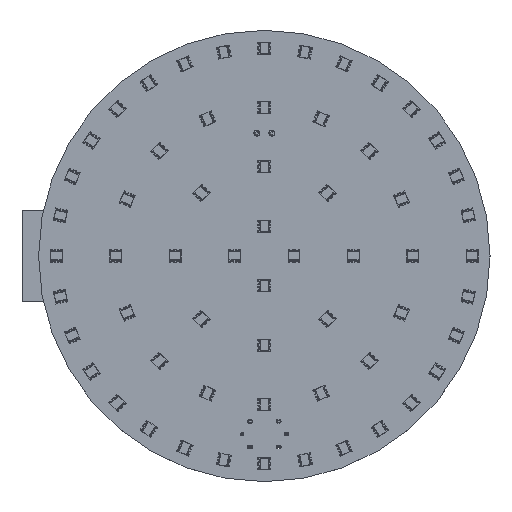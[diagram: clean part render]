
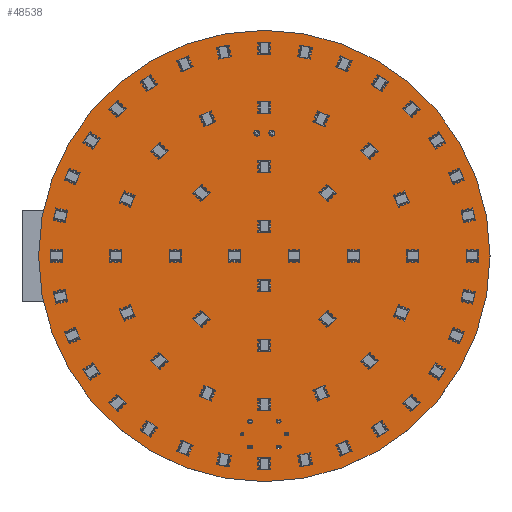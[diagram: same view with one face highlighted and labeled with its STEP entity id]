
A CAD part, top view. The second image highlights one B-rep face of the part: STEP entity #48538.
In plain terms, the highlighted planar face has unit normal (0, 0, 1).
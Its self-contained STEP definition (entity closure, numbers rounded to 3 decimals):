
#48256 = VERTEX_POINT('',#48257);
#48257 = CARTESIAN_POINT('',(38.,0.,1.6));
#48263 = EDGE_CURVE('',#48256,#48256,#48264,.T.);
#48264 = CIRCLE('',#48265,38.);
#48265 = AXIS2_PLACEMENT_3D('',#48266,#48267,#48268);
#48266 = CARTESIAN_POINT('',(0.,0.,1.6));
#48267 = DIRECTION('',(0.,0.,1.));
#48268 = DIRECTION('',(1.,0.,-0.));
#48538 = ADVANCED_FACE('',(#48539,#48542,#48553,#48589,#48625,#48661,
    #48697,#48767,#48778),#48789,.T.);
#48539 = FACE_BOUND('',#48540,.T.);
#48540 = EDGE_LOOP('',(#48541));
#48541 = ORIENTED_EDGE('',*,*,#48263,.T.);
#48542 = FACE_BOUND('',#48543,.T.);
#48543 = EDGE_LOOP('',(#48544));
#48544 = ORIENTED_EDGE('',*,*,#48545,.T.);
#48545 = EDGE_CURVE('',#48546,#48546,#48548,.T.);
#48546 = VERTEX_POINT('',#48547);
#48547 = CARTESIAN_POINT('',(-3.75,-30.26,1.6));
#48548 = CIRCLE('',#48549,0.26);
#48549 = AXIS2_PLACEMENT_3D('',#48550,#48551,#48552);
#48550 = CARTESIAN_POINT('',(-3.75,-30.,1.6));
#48551 = DIRECTION('',(-0.,0.,-1.));
#48552 = DIRECTION('',(-0.,-1.,0.));
#48553 = FACE_BOUND('',#48554,.T.);
#48554 = EDGE_LOOP('',(#48555,#48566,#48574,#48583));
#48555 = ORIENTED_EDGE('',*,*,#48556,.T.);
#48556 = EDGE_CURVE('',#48557,#48559,#48561,.T.);
#48557 = VERTEX_POINT('',#48558);
#48558 = CARTESIAN_POINT('',(-2.275,-31.85,1.6));
#48559 = VERTEX_POINT('',#48560);
#48560 = CARTESIAN_POINT('',(-2.275,-32.45,1.6));
#48561 = CIRCLE('',#48562,0.3);
#48562 = AXIS2_PLACEMENT_3D('',#48563,#48564,#48565);
#48563 = CARTESIAN_POINT('',(-2.275,-32.15,1.6));
#48564 = DIRECTION('',(-0.,0.,-1.));
#48565 = DIRECTION('',(0.,-1.,0.));
#48566 = ORIENTED_EDGE('',*,*,#48567,.T.);
#48567 = EDGE_CURVE('',#48559,#48568,#48570,.T.);
#48568 = VERTEX_POINT('',#48569);
#48569 = CARTESIAN_POINT('',(-2.525,-32.45,1.6));
#48570 = LINE('',#48571,#48572);
#48571 = CARTESIAN_POINT('',(-1.263,-32.45,1.6));
#48572 = VECTOR('',#48573,1.);
#48573 = DIRECTION('',(-1.,0.,0.));
#48574 = ORIENTED_EDGE('',*,*,#48575,.T.);
#48575 = EDGE_CURVE('',#48568,#48576,#48578,.T.);
#48576 = VERTEX_POINT('',#48577);
#48577 = CARTESIAN_POINT('',(-2.525,-31.85,1.6));
#48578 = CIRCLE('',#48579,0.3);
#48579 = AXIS2_PLACEMENT_3D('',#48580,#48581,#48582);
#48580 = CARTESIAN_POINT('',(-2.525,-32.15,1.6));
#48581 = DIRECTION('',(0.,-0.,-1.));
#48582 = DIRECTION('',(0.,1.,-0.));
#48583 = ORIENTED_EDGE('',*,*,#48584,.T.);
#48584 = EDGE_CURVE('',#48576,#48557,#48585,.T.);
#48585 = LINE('',#48586,#48587);
#48586 = CARTESIAN_POINT('',(-1.138,-31.85,1.6));
#48587 = VECTOR('',#48588,1.);
#48588 = DIRECTION('',(1.,0.,-0.));
#48589 = FACE_BOUND('',#48590,.T.);
#48590 = EDGE_LOOP('',(#48591,#48602,#48610,#48619));
#48591 = ORIENTED_EDGE('',*,*,#48592,.T.);
#48592 = EDGE_CURVE('',#48593,#48595,#48597,.T.);
#48593 = VERTEX_POINT('',#48594);
#48594 = CARTESIAN_POINT('',(-2.275,-27.55,1.6));
#48595 = VERTEX_POINT('',#48596);
#48596 = CARTESIAN_POINT('',(-2.275,-28.15,1.6));
#48597 = CIRCLE('',#48598,0.3);
#48598 = AXIS2_PLACEMENT_3D('',#48599,#48600,#48601);
#48599 = CARTESIAN_POINT('',(-2.275,-27.85,1.6));
#48600 = DIRECTION('',(-0.,0.,-1.));
#48601 = DIRECTION('',(0.,-1.,0.));
#48602 = ORIENTED_EDGE('',*,*,#48603,.T.);
#48603 = EDGE_CURVE('',#48595,#48604,#48606,.T.);
#48604 = VERTEX_POINT('',#48605);
#48605 = CARTESIAN_POINT('',(-2.525,-28.15,1.6));
#48606 = LINE('',#48607,#48608);
#48607 = CARTESIAN_POINT('',(-1.263,-28.15,1.6));
#48608 = VECTOR('',#48609,1.);
#48609 = DIRECTION('',(-1.,0.,0.));
#48610 = ORIENTED_EDGE('',*,*,#48611,.T.);
#48611 = EDGE_CURVE('',#48604,#48612,#48614,.T.);
#48612 = VERTEX_POINT('',#48613);
#48613 = CARTESIAN_POINT('',(-2.525,-27.55,1.6));
#48614 = CIRCLE('',#48615,0.3);
#48615 = AXIS2_PLACEMENT_3D('',#48616,#48617,#48618);
#48616 = CARTESIAN_POINT('',(-2.525,-27.85,1.6));
#48617 = DIRECTION('',(0.,-0.,-1.));
#48618 = DIRECTION('',(0.,1.,-0.));
#48619 = ORIENTED_EDGE('',*,*,#48620,.T.);
#48620 = EDGE_CURVE('',#48612,#48593,#48621,.T.);
#48621 = LINE('',#48622,#48623);
#48622 = CARTESIAN_POINT('',(-1.138,-27.55,1.6));
#48623 = VECTOR('',#48624,1.);
#48624 = DIRECTION('',(1.,0.,-0.));
#48625 = FACE_BOUND('',#48626,.T.);
#48626 = EDGE_LOOP('',(#48627,#48638,#48646,#48655));
#48627 = ORIENTED_EDGE('',*,*,#48628,.T.);
#48628 = EDGE_CURVE('',#48629,#48631,#48633,.T.);
#48629 = VERTEX_POINT('',#48630);
#48630 = CARTESIAN_POINT('',(2.525,-31.85,1.6));
#48631 = VERTEX_POINT('',#48632);
#48632 = CARTESIAN_POINT('',(2.525,-32.45,1.6));
#48633 = CIRCLE('',#48634,0.3);
#48634 = AXIS2_PLACEMENT_3D('',#48635,#48636,#48637);
#48635 = CARTESIAN_POINT('',(2.525,-32.15,1.6));
#48636 = DIRECTION('',(-0.,0.,-1.));
#48637 = DIRECTION('',(0.,-1.,0.));
#48638 = ORIENTED_EDGE('',*,*,#48639,.T.);
#48639 = EDGE_CURVE('',#48631,#48640,#48642,.T.);
#48640 = VERTEX_POINT('',#48641);
#48641 = CARTESIAN_POINT('',(2.275,-32.45,1.6));
#48642 = LINE('',#48643,#48644);
#48643 = CARTESIAN_POINT('',(1.138,-32.45,1.6));
#48644 = VECTOR('',#48645,1.);
#48645 = DIRECTION('',(-1.,0.,0.));
#48646 = ORIENTED_EDGE('',*,*,#48647,.T.);
#48647 = EDGE_CURVE('',#48640,#48648,#48650,.T.);
#48648 = VERTEX_POINT('',#48649);
#48649 = CARTESIAN_POINT('',(2.275,-31.85,1.6));
#48650 = CIRCLE('',#48651,0.3);
#48651 = AXIS2_PLACEMENT_3D('',#48652,#48653,#48654);
#48652 = CARTESIAN_POINT('',(2.275,-32.15,1.6));
#48653 = DIRECTION('',(0.,-0.,-1.));
#48654 = DIRECTION('',(0.,1.,-0.));
#48655 = ORIENTED_EDGE('',*,*,#48656,.T.);
#48656 = EDGE_CURVE('',#48648,#48629,#48657,.T.);
#48657 = LINE('',#48658,#48659);
#48658 = CARTESIAN_POINT('',(1.263,-31.85,1.6));
#48659 = VECTOR('',#48660,1.);
#48660 = DIRECTION('',(1.,0.,-0.));
#48661 = FACE_BOUND('',#48662,.T.);
#48662 = EDGE_LOOP('',(#48663,#48674,#48682,#48691));
#48663 = ORIENTED_EDGE('',*,*,#48664,.T.);
#48664 = EDGE_CURVE('',#48665,#48667,#48669,.T.);
#48665 = VERTEX_POINT('',#48666);
#48666 = CARTESIAN_POINT('',(2.525,-27.55,1.6));
#48667 = VERTEX_POINT('',#48668);
#48668 = CARTESIAN_POINT('',(2.525,-28.15,1.6));
#48669 = CIRCLE('',#48670,0.3);
#48670 = AXIS2_PLACEMENT_3D('',#48671,#48672,#48673);
#48671 = CARTESIAN_POINT('',(2.525,-27.85,1.6));
#48672 = DIRECTION('',(-0.,0.,-1.));
#48673 = DIRECTION('',(0.,-1.,0.));
#48674 = ORIENTED_EDGE('',*,*,#48675,.T.);
#48675 = EDGE_CURVE('',#48667,#48676,#48678,.T.);
#48676 = VERTEX_POINT('',#48677);
#48677 = CARTESIAN_POINT('',(2.275,-28.15,1.6));
#48678 = LINE('',#48679,#48680);
#48679 = CARTESIAN_POINT('',(1.138,-28.15,1.6));
#48680 = VECTOR('',#48681,1.);
#48681 = DIRECTION('',(-1.,0.,0.));
#48682 = ORIENTED_EDGE('',*,*,#48683,.T.);
#48683 = EDGE_CURVE('',#48676,#48684,#48686,.T.);
#48684 = VERTEX_POINT('',#48685);
#48685 = CARTESIAN_POINT('',(2.275,-27.55,1.6));
#48686 = CIRCLE('',#48687,0.3);
#48687 = AXIS2_PLACEMENT_3D('',#48688,#48689,#48690);
#48688 = CARTESIAN_POINT('',(2.275,-27.85,1.6));
#48689 = DIRECTION('',(0.,-0.,-1.));
#48690 = DIRECTION('',(0.,1.,-0.));
#48691 = ORIENTED_EDGE('',*,*,#48692,.T.);
#48692 = EDGE_CURVE('',#48684,#48665,#48693,.T.);
#48693 = LINE('',#48694,#48695);
#48694 = CARTESIAN_POINT('',(1.263,-27.55,1.6));
#48695 = VECTOR('',#48696,1.);
#48696 = DIRECTION('',(1.,0.,-0.));
#48697 = FACE_BOUND('',#48698,.T.);
#48698 = EDGE_LOOP('',(#48699,#48709,#48718,#48727,#48735,#48743,#48752,
    #48761));
#48699 = ORIENTED_EDGE('',*,*,#48700,.T.);
#48700 = EDGE_CURVE('',#48701,#48703,#48705,.T.);
#48701 = VERTEX_POINT('',#48702);
#48702 = CARTESIAN_POINT('',(3.75,-29.74,1.6));
#48703 = VERTEX_POINT('',#48704);
#48704 = CARTESIAN_POINT('',(3.85,-29.74,1.6));
#48705 = LINE('',#48706,#48707);
#48706 = CARTESIAN_POINT('',(3.65,-29.74,1.6));
#48707 = VECTOR('',#48708,1.);
#48708 = DIRECTION('',(1.,0.,0.));
#48709 = ORIENTED_EDGE('',*,*,#48710,.T.);
#48710 = EDGE_CURVE('',#48703,#48711,#48713,.T.);
#48711 = VERTEX_POINT('',#48712);
#48712 = CARTESIAN_POINT('',(4.11,-30.,1.6));
#48713 = CIRCLE('',#48714,0.26);
#48714 = AXIS2_PLACEMENT_3D('',#48715,#48716,#48717);
#48715 = CARTESIAN_POINT('',(3.85,-30.,1.6));
#48716 = DIRECTION('',(0.,0.,-1.));
#48717 = DIRECTION('',(0.,1.,0.));
#48718 = ORIENTED_EDGE('',*,*,#48719,.T.);
#48719 = EDGE_CURVE('',#48711,#48720,#48722,.T.);
#48720 = VERTEX_POINT('',#48721);
#48721 = CARTESIAN_POINT('',(3.85,-30.26,1.6));
#48722 = CIRCLE('',#48723,0.26);
#48723 = AXIS2_PLACEMENT_3D('',#48724,#48725,#48726);
#48724 = CARTESIAN_POINT('',(3.85,-30.,1.6));
#48725 = DIRECTION('',(0.,0.,-1.));
#48726 = DIRECTION('',(1.,0.,0.));
#48727 = ORIENTED_EDGE('',*,*,#48728,.T.);
#48728 = EDGE_CURVE('',#48720,#48729,#48731,.T.);
#48729 = VERTEX_POINT('',#48730);
#48730 = CARTESIAN_POINT('',(3.75,-30.26,1.6));
#48731 = LINE('',#48732,#48733);
#48732 = CARTESIAN_POINT('',(3.85,-30.26,1.6));
#48733 = VECTOR('',#48734,1.);
#48734 = DIRECTION('',(-1.,0.,0.));
#48735 = ORIENTED_EDGE('',*,*,#48736,.T.);
#48736 = EDGE_CURVE('',#48729,#48737,#48739,.T.);
#48737 = VERTEX_POINT('',#48738);
#48738 = CARTESIAN_POINT('',(3.65,-30.26,1.6));
#48739 = LINE('',#48740,#48741);
#48740 = CARTESIAN_POINT('',(3.85,-30.26,1.6));
#48741 = VECTOR('',#48742,1.);
#48742 = DIRECTION('',(-1.,0.,0.));
#48743 = ORIENTED_EDGE('',*,*,#48744,.T.);
#48744 = EDGE_CURVE('',#48737,#48745,#48747,.T.);
#48745 = VERTEX_POINT('',#48746);
#48746 = CARTESIAN_POINT('',(3.39,-30.,1.6));
#48747 = CIRCLE('',#48748,0.26);
#48748 = AXIS2_PLACEMENT_3D('',#48749,#48750,#48751);
#48749 = CARTESIAN_POINT('',(3.65,-30.,1.6));
#48750 = DIRECTION('',(0.,0.,-1.));
#48751 = DIRECTION('',(0.,-1.,0.));
#48752 = ORIENTED_EDGE('',*,*,#48753,.T.);
#48753 = EDGE_CURVE('',#48745,#48754,#48756,.T.);
#48754 = VERTEX_POINT('',#48755);
#48755 = CARTESIAN_POINT('',(3.65,-29.74,1.6));
#48756 = CIRCLE('',#48757,0.26);
#48757 = AXIS2_PLACEMENT_3D('',#48758,#48759,#48760);
#48758 = CARTESIAN_POINT('',(3.65,-30.,1.6));
#48759 = DIRECTION('',(0.,0.,-1.));
#48760 = DIRECTION('',(-1.,0.,-0.));
#48761 = ORIENTED_EDGE('',*,*,#48762,.T.);
#48762 = EDGE_CURVE('',#48754,#48701,#48763,.T.);
#48763 = LINE('',#48764,#48765);
#48764 = CARTESIAN_POINT('',(3.65,-29.74,1.6));
#48765 = VECTOR('',#48766,1.);
#48766 = DIRECTION('',(1.,0.,0.));
#48767 = FACE_BOUND('',#48768,.T.);
#48768 = EDGE_LOOP('',(#48769));
#48769 = ORIENTED_EDGE('',*,*,#48770,.T.);
#48770 = EDGE_CURVE('',#48771,#48771,#48773,.T.);
#48771 = VERTEX_POINT('',#48772);
#48772 = CARTESIAN_POINT('',(-1.265,20.175,1.6));
#48773 = CIRCLE('',#48774,0.5);
#48774 = AXIS2_PLACEMENT_3D('',#48775,#48776,#48777);
#48775 = CARTESIAN_POINT('',(-1.265,20.675,1.6));
#48776 = DIRECTION('',(-0.,0.,-1.));
#48777 = DIRECTION('',(-0.,-1.,0.));
#48778 = FACE_BOUND('',#48779,.T.);
#48779 = EDGE_LOOP('',(#48780));
#48780 = ORIENTED_EDGE('',*,*,#48781,.T.);
#48781 = EDGE_CURVE('',#48782,#48782,#48784,.T.);
#48782 = VERTEX_POINT('',#48783);
#48783 = CARTESIAN_POINT('',(1.275,20.175,1.6));
#48784 = CIRCLE('',#48785,0.5);
#48785 = AXIS2_PLACEMENT_3D('',#48786,#48787,#48788);
#48786 = CARTESIAN_POINT('',(1.275,20.675,1.6));
#48787 = DIRECTION('',(-0.,0.,-1.));
#48788 = DIRECTION('',(-0.,-1.,0.));
#48789 = PLANE('',#48790);
#48790 = AXIS2_PLACEMENT_3D('',#48791,#48792,#48793);
#48791 = CARTESIAN_POINT('',(0.,0.,1.6)
  );
#48792 = DIRECTION('',(0.,0.,1.));
#48793 = DIRECTION('',(1.,0.,-0.));
